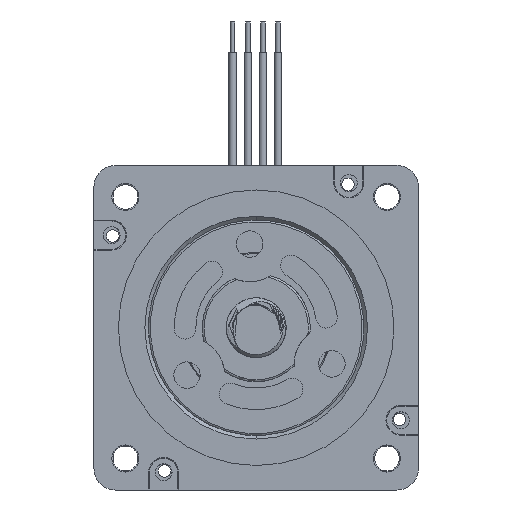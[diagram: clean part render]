
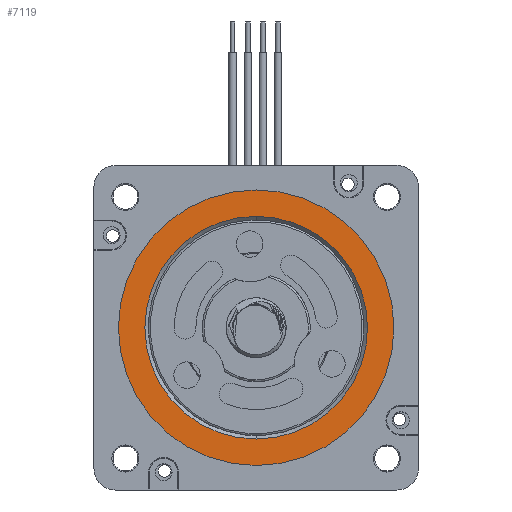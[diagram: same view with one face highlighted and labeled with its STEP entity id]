
A CAD part, front view. The second image highlights one B-rep face of the part: STEP entity #7119.
In plain terms, the highlighted face is planar.
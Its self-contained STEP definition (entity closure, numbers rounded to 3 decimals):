
#330 = CARTESIAN_POINT ( 'NONE',  ( 0., 11.5, 0. ) ) ;
#1921 = VERTEX_POINT ( 'NONE', #12212 ) ;
#5905 = DIRECTION ( 'NONE',  ( 0., 1., 0. ) ) ;
#6663 = CARTESIAN_POINT ( 'NONE',  ( 0., 11.5, 0. ) ) ;
#6856 = EDGE_CURVE ( 'NONE', #32273, #7105, #16182, .T. ) ;
#7105 = VERTEX_POINT ( 'NONE', #29165 ) ;
#7119 = ADVANCED_FACE ( 'NONE', ( #23897, #21280 ), #10458, .T. ) ;
#9825 = EDGE_CURVE ( 'NONE', #1921, #9971, #28038, .T. ) ;
#9971 = VERTEX_POINT ( 'NONE', #33701 ) ;
#10094 = ORIENTED_EDGE ( 'NONE', *, *, #26504, .T. ) ;
#10458 = PLANE ( 'NONE',  #26831 ) ;
#10962 = DIRECTION ( 'NONE',  ( 0., 0., 1. ) ) ;
#12212 = CARTESIAN_POINT ( 'NONE',  ( 0., 11.5, -36.5 ) ) ;
#12719 = CARTESIAN_POINT ( 'NONE',  ( 0., 11.5, 29.5 ) ) ;
#13746 = CARTESIAN_POINT ( 'NONE',  ( 0., 11.5, 0. ) ) ;
#14512 = DIRECTION ( 'NONE',  ( 0., 0., 1. ) ) ;
#15614 = EDGE_LOOP ( 'NONE', ( #34463, #10094 ) ) ;
#16182 = CIRCLE ( 'NONE', #20656, 29.5 ) ;
#16662 = EDGE_CURVE ( 'NONE', #9971, #1921, #26861, .T. ) ;
#16962 = CARTESIAN_POINT ( 'NONE',  ( 0., 11.5, 0. ) ) ;
#17376 = AXIS2_PLACEMENT_3D ( 'NONE', #6663, #22727, #14512 ) ;
#17637 = DIRECTION ( 'NONE',  ( 0., 0., 1. ) ) ;
#20019 = ORIENTED_EDGE ( 'NONE', *, *, #9825, .T. ) ;
#20204 = AXIS2_PLACEMENT_3D ( 'NONE', #13746, #5905, #10962 ) ;
#20656 = AXIS2_PLACEMENT_3D ( 'NONE', #30769, #20773, #17637 ) ;
#20773 = DIRECTION ( 'NONE',  ( 0., -1., 0. ) ) ;
#21093 = DIRECTION ( 'NONE',  ( 1., 0., 0. ) ) ;
#21280 = FACE_OUTER_BOUND ( 'NONE', #23780, .T. ) ;
#21629 = DIRECTION ( 'NONE',  ( 0., 1., 0. ) ) ;
#22727 = DIRECTION ( 'NONE',  ( 0., 1., 0. ) ) ;
#23780 = EDGE_LOOP ( 'NONE', ( #20019, #24115 ) ) ;
#23897 = FACE_BOUND ( 'NONE', #15614, .T. ) ;
#24115 = ORIENTED_EDGE ( 'NONE', *, *, #16662, .T. ) ;
#25144 = CIRCLE ( 'NONE', #28500, 29.5 ) ;
#26504 = EDGE_CURVE ( 'NONE', #7105, #32273, #25144, .T. ) ;
#26831 = AXIS2_PLACEMENT_3D ( 'NONE', #330, #21629, #21093 ) ;
#26861 = CIRCLE ( 'NONE', #17376, 36.5 ) ;
#28038 = CIRCLE ( 'NONE', #20204, 36.5 ) ;
#28500 = AXIS2_PLACEMENT_3D ( 'NONE', #16962, #30600, #30772 ) ;
#29165 = CARTESIAN_POINT ( 'NONE',  ( 0., 11.5, -29.5 ) ) ;
#30600 = DIRECTION ( 'NONE',  ( 0., -1., 0. ) ) ;
#30769 = CARTESIAN_POINT ( 'NONE',  ( 0., 11.5, 0. ) ) ;
#30772 = DIRECTION ( 'NONE',  ( 0., 0., 1. ) ) ;
#32273 = VERTEX_POINT ( 'NONE', #12719 ) ;
#33701 = CARTESIAN_POINT ( 'NONE',  ( 0., 11.5, 36.5 ) ) ;
#34463 = ORIENTED_EDGE ( 'NONE', *, *, #6856, .T. ) ;
